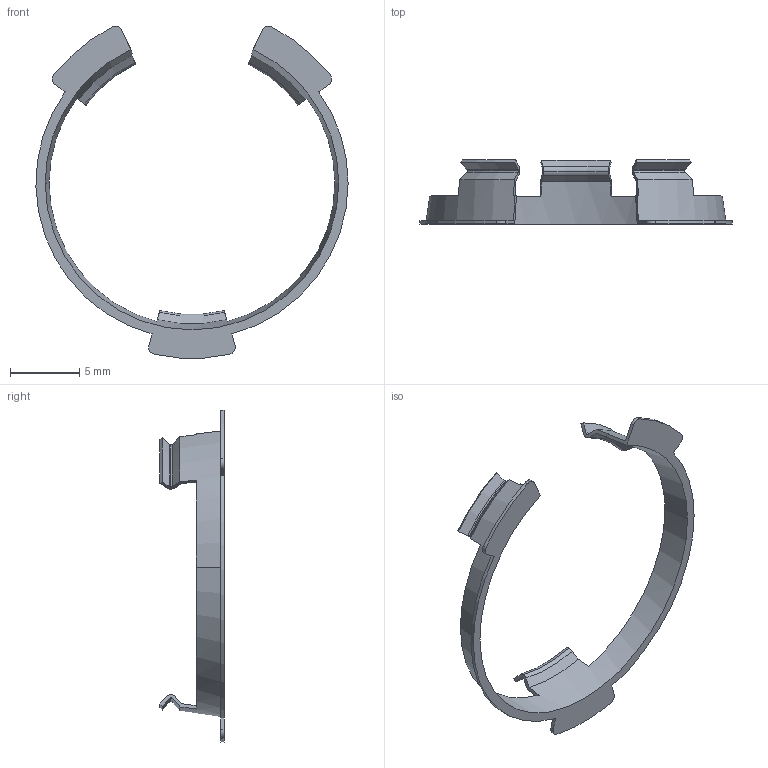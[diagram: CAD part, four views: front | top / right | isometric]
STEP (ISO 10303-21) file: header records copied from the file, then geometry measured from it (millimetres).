
FILE_DESCRIPTION (( 'STEP AP214' ), '1' );
FILE_NAME ('BC-2600-TR.STEP', '2025-02-27T21:10:32', ( '' ), ( '' ), 'SwSTEP 2.0', 'SolidWorks 2021', '' );
FILE_SCHEMA (( 'AUTOMOTIVE_DESIGN' ));
Length unit declared in the file: millimetre
Products named in the file (1): BC-2600-TR
Bounding box: 22.61 x 4.65 x 24.04 mm (x, y, z)
Volume: 54.2 mm3; surface area: 471.5 mm2
Topology: 1 solids, 1 shells, 65 faces, 189 edges, 126 vertices
Faces by surface type: cone 21, plane 18, cylinder 14, torus 12
Entity records: 2237 total; most frequent: DIRECTION 421, CARTESIAN_POINT 381, ORIENTED_EDGE 378, EDGE_CURVE 189, AXIS2_PLACEMENT_3D 166, VERTEX_POINT 126, CIRCLE 100, LINE 89
